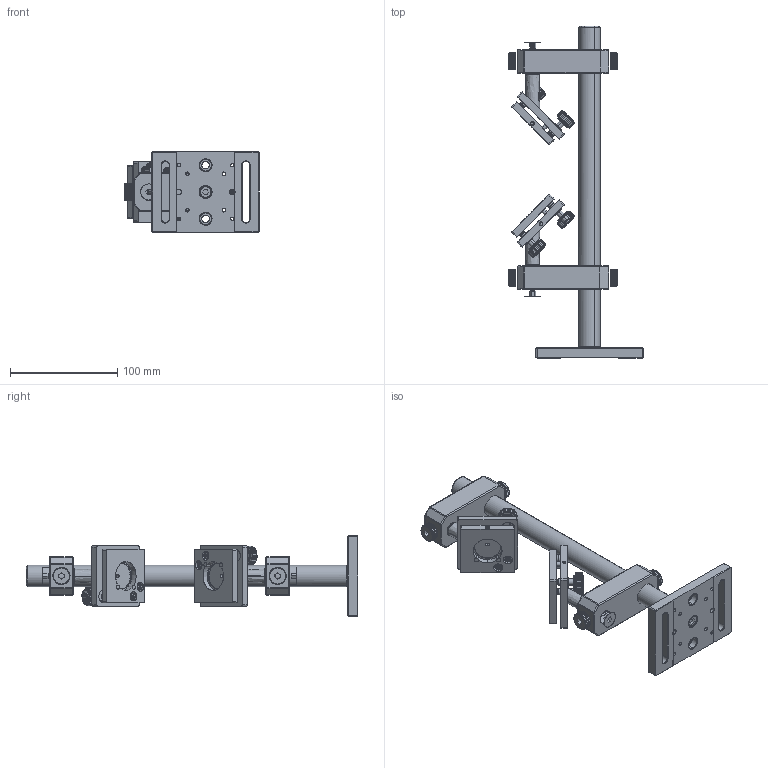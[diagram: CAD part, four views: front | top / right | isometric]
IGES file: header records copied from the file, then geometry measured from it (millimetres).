
Start section: SolidWorks IGES file using analytic representation for surfaces
Global section: file name: M-BSD-1B_Default.igs; native system: SolidWorks 2018; preprocessor: SolidWorks 2018; author: mabramson; date: 191227.125947; units: millimetre
Bounding box: 125.35 x 309.5 x 75 mm (x, y, z)
Surface area: 99161.2 mm2 (no closed solid volume)
Topology: 0 solids, 0 shells, 1487 faces, 11827 edges, 11732 vertices
Faces by surface type: bspline 799, revolution 688
